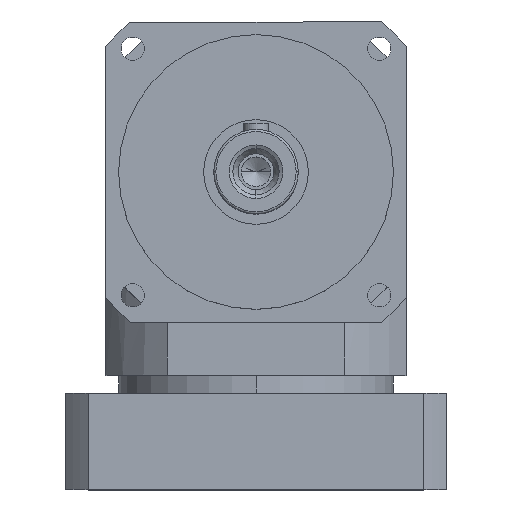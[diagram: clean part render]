
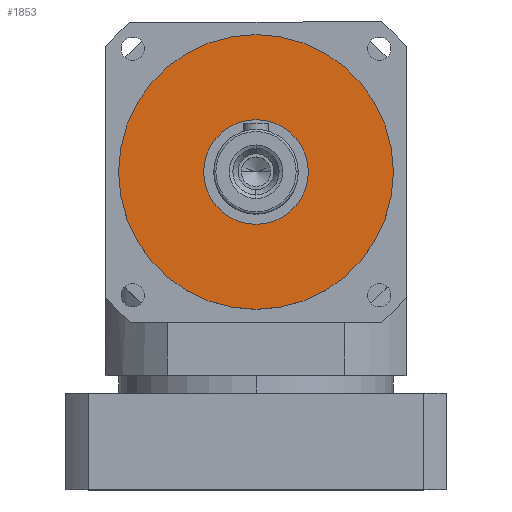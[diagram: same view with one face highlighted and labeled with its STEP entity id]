
A CAD part, top view. The second image highlights one B-rep face of the part: STEP entity #1853.
In plain terms, the highlighted planar face has unit normal (0, 0, 1).
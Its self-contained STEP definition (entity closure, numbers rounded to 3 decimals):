
#121 = EDGE_LOOP ( 'NONE', ( #2599, #535 ) ) ;
#126 = DIRECTION ( 'NONE',  ( 1., 0., 0. ) ) ;
#511 = CARTESIAN_POINT ( 'NONE',  ( 0., 0., 83. ) ) ;
#535 = ORIENTED_EDGE ( 'NONE', *, *, #906, .F. ) ;
#688 = CARTESIAN_POINT ( 'NONE',  ( 0., 0., 83. ) ) ;
#822 = EDGE_LOOP ( 'NONE', ( #1645, #2000 ) ) ;
#878 = EDGE_CURVE ( 'NONE', #4786, #6074, #2842, .T. ) ;
#906 = EDGE_CURVE ( 'NONE', #5894, #4047, #5603, .T. ) ;
#1004 = CARTESIAN_POINT ( 'NONE',  ( -65., 0., 83. ) ) ;
#1025 = CARTESIAN_POINT ( 'NONE',  ( 0., 0., 83. ) ) ;
#1045 = DIRECTION ( 'NONE',  ( 1., 0., 0. ) ) ;
#1074 = CARTESIAN_POINT ( 'NONE',  ( 24.75, 0., 83. ) ) ;
#1194 = CARTESIAN_POINT ( 'NONE',  ( 0., 0., 83. ) ) ;
#1411 = FACE_OUTER_BOUND ( 'NONE', #822, .T. ) ;
#1482 = EDGE_CURVE ( 'NONE', #4047, #5894, #5201, .T. ) ;
#1539 = DIRECTION ( 'NONE',  ( 1., 0., 0. ) ) ;
#1645 = ORIENTED_EDGE ( 'NONE', *, *, #878, .T. ) ;
#1853 = ADVANCED_FACE ( 'NONE', ( #2971, #1411 ), #5358, .T. ) ;
#1912 = AXIS2_PLACEMENT_3D ( 'NONE', #1194, #3790, #126 ) ;
#2000 = ORIENTED_EDGE ( 'NONE', *, *, #5056, .T. ) ;
#2125 = CARTESIAN_POINT ( 'NONE',  ( -24.75, 0., 83. ) ) ;
#2599 = ORIENTED_EDGE ( 'NONE', *, *, #1482, .F. ) ;
#2801 = DIRECTION ( 'NONE',  ( 1., 0., 0. ) ) ;
#2842 = CIRCLE ( 'NONE', #3144, 65. ) ;
#2843 = DIRECTION ( 'NONE',  ( 0., 0., 1. ) ) ;
#2971 = FACE_BOUND ( 'NONE', #121, .T. ) ;
#3144 = AXIS2_PLACEMENT_3D ( 'NONE', #1025, #4655, #1539 ) ;
#3790 = DIRECTION ( 'NONE',  ( 0., 0., 1. ) ) ;
#3829 = CARTESIAN_POINT ( 'NONE',  ( 65., 0., 83. ) ) ;
#4047 = VERTEX_POINT ( 'NONE', #1074 ) ;
#4170 = DIRECTION ( 'NONE',  ( 0., 0., 1. ) ) ;
#4189 = AXIS2_PLACEMENT_3D ( 'NONE', #511, #4170, #1045 ) ;
#4655 = DIRECTION ( 'NONE',  ( 0., 0., 1. ) ) ;
#4786 = VERTEX_POINT ( 'NONE', #1004 ) ;
#4969 = AXIS2_PLACEMENT_3D ( 'NONE', #688, #5378, #2801 ) ;
#5056 = EDGE_CURVE ( 'NONE', #6074, #4786, #5362, .T. ) ;
#5201 = CIRCLE ( 'NONE', #4969, 24.75 ) ;
#5358 = PLANE ( 'NONE',  #1912 ) ;
#5362 = CIRCLE ( 'NONE', #5728, 65. ) ;
#5378 = DIRECTION ( 'NONE',  ( 0., 0., 1. ) ) ;
#5603 = CIRCLE ( 'NONE', #4189, 24.75 ) ;
#5728 = AXIS2_PLACEMENT_3D ( 'NONE', #5946, #2843, #6483 ) ;
#5894 = VERTEX_POINT ( 'NONE', #2125 ) ;
#5946 = CARTESIAN_POINT ( 'NONE',  ( 0., 0., 83. ) ) ;
#6074 = VERTEX_POINT ( 'NONE', #3829 ) ;
#6483 = DIRECTION ( 'NONE',  ( 1., 0., 0. ) ) ;
